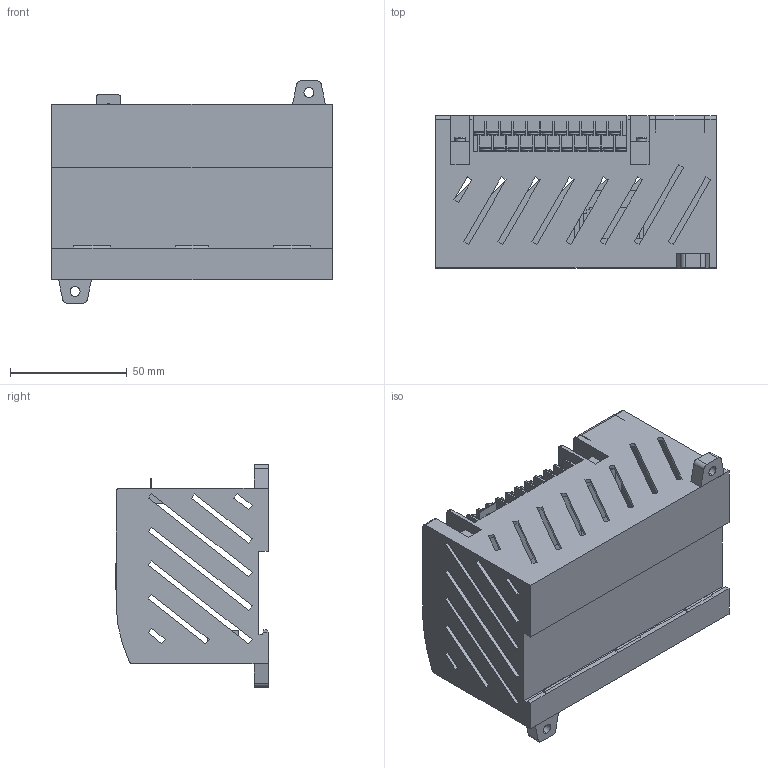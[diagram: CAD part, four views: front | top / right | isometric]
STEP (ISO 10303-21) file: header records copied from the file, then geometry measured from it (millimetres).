
FILE_DESCRIPTION (( 'STEP AP214' ), '1' );
FILE_NAME ('D0-05DR.STEP', '2011-01-27T19:43:14', ( '.adc' ), ( '' ), 'SwSTEP 2.0', 'SolidWorks 2009', '' );
FILE_SCHEMA (( 'AUTOMOTIVE_DESIGN' ));
Length unit declared in the file: millimetre
Products named in the file (1): D0-05DR
Bounding box: 120 x 65.06 x 95 mm (x, y, z)
Volume: 65414.9 mm3; surface area: 91009.5 mm2
Topology: 3 solids, 3 shells, 989 faces, 2649 edges, 1744 vertices
Faces by surface type: plane 676, bspline 170, cylinder 95, torus 48
Entity records: 45851 total; most frequent: CARTESIAN_POINT 15169, ORIENTED_EDGE 5298, DIRECTION 4235, EDGE_CURVE 2649, VECTOR 2023, LINE 2023, VERTEX_POINT 1744, EDGE_LOOP 1135
